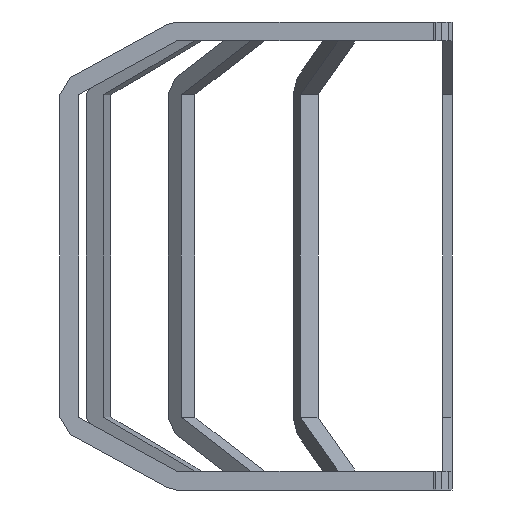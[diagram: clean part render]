
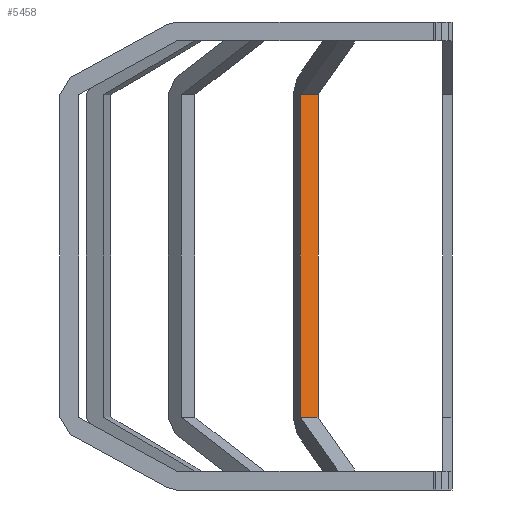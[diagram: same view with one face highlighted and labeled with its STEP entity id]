
A CAD part, left-side view. The second image highlights one B-rep face of the part: STEP entity #5458.
In plain terms, the highlighted planar face has unit normal (-0.924, -0.383, 0).
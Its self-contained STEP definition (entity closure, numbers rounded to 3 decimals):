
#556 = PLANE('',#557);
#557 = AXIS2_PLACEMENT_3D('',#558,#559,#560);
#558 = CARTESIAN_POINT('',(367.623,168.51,
    0.));
#559 = DIRECTION('',(0.383,-0.924,-0.));
#560 = DIRECTION('',(0.,0.,-1.));
#584 = PLANE('',#585);
#585 = AXIS2_PLACEMENT_3D('',#586,#587,#588);
#586 = CARTESIAN_POINT('',(401.888,166.467,340.));
#587 = DIRECTION('',(-0.444,-0.184,-0.877));
#588 = DIRECTION('',(0.81,0.336,-0.481));
#612 = PLANE('',#613);
#613 = AXIS2_PLACEMENT_3D('',#614,#615,#616);
#614 = CARTESIAN_POINT('',(379.104,140.794,
    0.));
#615 = DIRECTION('',(0.383,-0.924,-0.));
#616 = DIRECTION('',(0.,0.,-1.));
#1106 = VERTEX_POINT('',#1107);
#1107 = CARTESIAN_POINT('',(550.829,211.925,255.));
#1128 = EDGE_CURVE('',#1106,#1129,#1131,.T.);
#1129 = VERTEX_POINT('',#1130);
#1130 = CARTESIAN_POINT('',(550.829,211.925,-255.));
#1131 = SURFACE_CURVE('',#1132,(#1136,#1143),.PCURVE_S1.);
#1132 = LINE('',#1133,#1134);
#1133 = CARTESIAN_POINT('',(550.829,211.925,255.));
#1134 = VECTOR('',#1135,1.);
#1135 = DIRECTION('',(0.,0.,-1.));
#1136 = PCURVE('',#612,#1137);
#1137 = DEFINITIONAL_REPRESENTATION('',(#1138),#1142);
#1138 = LINE('',#1139,#1140);
#1139 = CARTESIAN_POINT('',(-255.,185.874));
#1140 = VECTOR('',#1141,1.);
#1141 = DIRECTION('',(1.,0.));
#1142 = ( GEOMETRIC_REPRESENTATION_CONTEXT(2) 
PARAMETRIC_REPRESENTATION_CONTEXT() REPRESENTATION_CONTEXT('2D SPACE',''
  ) );
#1143 = PCURVE('',#1144,#1149);
#1144 = PLANE('',#1145);
#1145 = AXIS2_PLACEMENT_3D('',#1146,#1147,#1148);
#1146 = CARTESIAN_POINT('',(545.089,225.783,255.));
#1147 = DIRECTION('',(-0.924,-0.383,-0.));
#1148 = DIRECTION('',(0.,0.,-1.));
#1149 = DEFINITIONAL_REPRESENTATION('',(#1150),#1154);
#1150 = LINE('',#1151,#1152);
#1151 = CARTESIAN_POINT('',(0.,15.));
#1152 = VECTOR('',#1153,1.);
#1153 = DIRECTION('',(1.,0.));
#1154 = ( GEOMETRIC_REPRESENTATION_CONTEXT(2) 
PARAMETRIC_REPRESENTATION_CONTEXT() REPRESENTATION_CONTEXT('2D SPACE',''
  ) );
#1172 = PLANE('',#1173);
#1173 = AXIS2_PLACEMENT_3D('',#1174,#1175,#1176);
#1174 = CARTESIAN_POINT('',(545.089,225.783,-255.));
#1175 = DIRECTION('',(-0.444,-0.184,0.877));
#1176 = DIRECTION('',(-0.81,-0.336,-0.481));
#1451 = VERTEX_POINT('',#1452);
#1452 = CARTESIAN_POINT('',(539.349,239.641,255.));
#1473 = EDGE_CURVE('',#1451,#1106,#1474,.T.);
#1474 = SURFACE_CURVE('',#1475,(#1479,#1486),.PCURVE_S1.);
#1475 = LINE('',#1476,#1477);
#1476 = CARTESIAN_POINT('',(539.349,239.641,255.));
#1477 = VECTOR('',#1478,1.);
#1478 = DIRECTION('',(0.383,-0.924,0.));
#1479 = PCURVE('',#584,#1480);
#1480 = DEFINITIONAL_REPRESENTATION('',(#1481),#1485);
#1481 = LINE('',#1482,#1483);
#1482 = CARTESIAN_POINT('',(176.777,-15.));
#1483 = VECTOR('',#1484,1.);
#1484 = DIRECTION('',(0.,1.));
#1485 = ( GEOMETRIC_REPRESENTATION_CONTEXT(2) 
PARAMETRIC_REPRESENTATION_CONTEXT() REPRESENTATION_CONTEXT('2D SPACE',''
  ) );
#1486 = PCURVE('',#1144,#1487);
#1487 = DEFINITIONAL_REPRESENTATION('',(#1488),#1492);
#1488 = LINE('',#1489,#1490);
#1489 = CARTESIAN_POINT('',(0.,-15.));
#1490 = VECTOR('',#1491,1.);
#1491 = DIRECTION('',(0.,1.));
#1492 = ( GEOMETRIC_REPRESENTATION_CONTEXT(2) 
PARAMETRIC_REPRESENTATION_CONTEXT() REPRESENTATION_CONTEXT('2D SPACE',''
  ) );
#1521 = EDGE_CURVE('',#1451,#1522,#1524,.T.);
#1522 = VERTEX_POINT('',#1523);
#1523 = CARTESIAN_POINT('',(539.349,239.641,-255.));
#1524 = SURFACE_CURVE('',#1525,(#1529,#1536),.PCURVE_S1.);
#1525 = LINE('',#1526,#1527);
#1526 = CARTESIAN_POINT('',(539.349,239.641,255.));
#1527 = VECTOR('',#1528,1.);
#1528 = DIRECTION('',(0.,0.,-1.));
#1529 = PCURVE('',#556,#1530);
#1530 = DEFINITIONAL_REPRESENTATION('',(#1531),#1535);
#1531 = LINE('',#1532,#1533);
#1532 = CARTESIAN_POINT('',(-255.,185.874));
#1533 = VECTOR('',#1534,1.);
#1534 = DIRECTION('',(1.,0.));
#1535 = ( GEOMETRIC_REPRESENTATION_CONTEXT(2) 
PARAMETRIC_REPRESENTATION_CONTEXT() REPRESENTATION_CONTEXT('2D SPACE',''
  ) );
#1536 = PCURVE('',#1144,#1537);
#1537 = DEFINITIONAL_REPRESENTATION('',(#1538),#1542);
#1538 = LINE('',#1539,#1540);
#1539 = CARTESIAN_POINT('',(0.,-15.));
#1540 = VECTOR('',#1541,1.);
#1541 = DIRECTION('',(1.,0.));
#1542 = ( GEOMETRIC_REPRESENTATION_CONTEXT(2) 
PARAMETRIC_REPRESENTATION_CONTEXT() REPRESENTATION_CONTEXT('2D SPACE',''
  ) );
#5435 = EDGE_CURVE('',#1522,#1129,#5436,.T.);
#5436 = SURFACE_CURVE('',#5437,(#5441,#5448),.PCURVE_S1.);
#5437 = LINE('',#5438,#5439);
#5438 = CARTESIAN_POINT('',(539.349,239.641,-255.));
#5439 = VECTOR('',#5440,1.);
#5440 = DIRECTION('',(0.383,-0.924,0.));
#5441 = PCURVE('',#1172,#5442);
#5442 = DEFINITIONAL_REPRESENTATION('',(#5443),#5447);
#5443 = LINE('',#5444,#5445);
#5444 = CARTESIAN_POINT('',(0.,-15.));
#5445 = VECTOR('',#5446,1.);
#5446 = DIRECTION('',(0.,1.));
#5447 = ( GEOMETRIC_REPRESENTATION_CONTEXT(2) 
PARAMETRIC_REPRESENTATION_CONTEXT() REPRESENTATION_CONTEXT('2D SPACE',''
  ) );
#5448 = PCURVE('',#1144,#5449);
#5449 = DEFINITIONAL_REPRESENTATION('',(#5450),#5454);
#5450 = LINE('',#5451,#5452);
#5451 = CARTESIAN_POINT('',(510.,-15.));
#5452 = VECTOR('',#5453,1.);
#5453 = DIRECTION('',(0.,1.));
#5454 = ( GEOMETRIC_REPRESENTATION_CONTEXT(2) 
PARAMETRIC_REPRESENTATION_CONTEXT() REPRESENTATION_CONTEXT('2D SPACE',''
  ) );
#5458 = ADVANCED_FACE('',(#5459),#1144,.T.);
#5459 = FACE_BOUND('',#5460,.T.);
#5460 = EDGE_LOOP('',(#5461,#5462,#5463,#5464));
#5461 = ORIENTED_EDGE('',*,*,#1473,.F.);
#5462 = ORIENTED_EDGE('',*,*,#1521,.T.);
#5463 = ORIENTED_EDGE('',*,*,#5435,.T.);
#5464 = ORIENTED_EDGE('',*,*,#1128,.F.);
